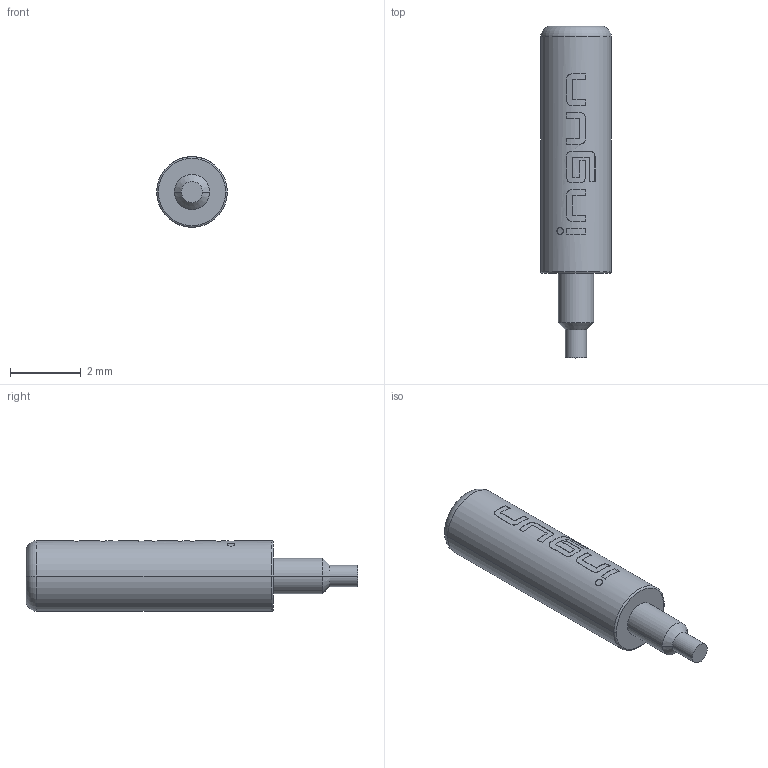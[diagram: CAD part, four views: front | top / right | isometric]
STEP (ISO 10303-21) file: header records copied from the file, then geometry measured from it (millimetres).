
FILE_DESCRIPTION (( 'STEP AP203' ), '1' );
FILE_NAME ('INGUN_SE-502.STEP', '2021-10-19T09:23:53', ( 'ochi' ), ( '' ), 'SwSTEP 2.0', 'SolidWorks 2018', '' );
FILE_SCHEMA (( 'CONFIG_CONTROL_DESIGN' ));
Length unit declared in the file: millimetre
Products named in the file (1): INGUN_SE-502
Bounding box: 2 x 9.4 x 2 mm (x, y, z)
Volume: 23.3 mm3; surface area: 55.6 mm2
Topology: 1 solids, 1 shells, 83 faces, 214 edges, 140 vertices
Faces by surface type: bspline 42, plane 23, cylinder 12, torus 4, cone 2
Entity records: 3735 total; most frequent: CARTESIAN_POINT 2110, ORIENTED_EDGE 428, EDGE_CURVE 214, B_SPLINE_CURVE_WITH_KNOTS 186, VERTEX_POINT 140, DIRECTION 132, EDGE_LOOP 90, ADVANCED_FACE 83
